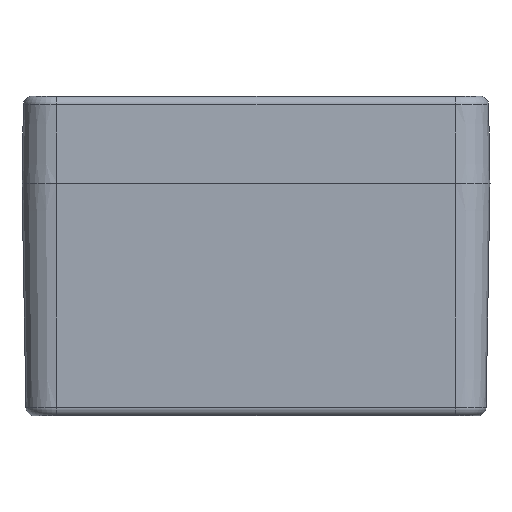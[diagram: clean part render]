
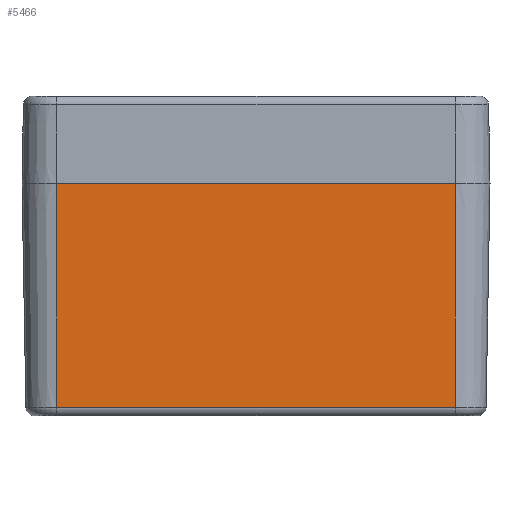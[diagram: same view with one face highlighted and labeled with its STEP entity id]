
A CAD part, left-side view. The second image highlights one B-rep face of the part: STEP entity #5466.
In plain terms, the highlighted planar face has unit normal (-1, 0, -0.018).
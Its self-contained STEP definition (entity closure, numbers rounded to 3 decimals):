
#2314=CARTESIAN_POINT('',(-79.828,-34.25,-38.526));
#2315=VERTEX_POINT('',#2314);
#2350=CARTESIAN_POINT('',(-79.828,34.25,-38.526));
#2351=VERTEX_POINT('',#2350);
#2383=CARTESIAN_POINT('',(-79.828,-34.25,-38.526));
#2384=DIRECTION('',(0.0,1.0,0.0));
#2385=VECTOR('',#2384,68.5);
#2386=LINE('',#2383,#2385);
#2387=EDGE_CURVE('',#2315,#2351,#2386,.T.);
#2413=CARTESIAN_POINT('',(-80.5,-34.25,0.0));
#2414=VERTEX_POINT('',#2413);
#2422=CARTESIAN_POINT('',(-80.5,-34.25,0.0));
#2423=DIRECTION('',(0.017,0.0,-1.));
#2424=VECTOR('',#2423,38.532);
#2425=LINE('',#2422,#2424);
#2426=EDGE_CURVE('',#2414,#2315,#2425,.T.);
#2986=CARTESIAN_POINT('',(-80.5,34.25,0.0));
#2987=VERTEX_POINT('',#2986);
#2995=CARTESIAN_POINT('',(-80.5,-34.25,0.0));
#2996=DIRECTION('',(0.0,1.0,0.0));
#2997=VECTOR('',#2996,68.5);
#2998=LINE('',#2995,#2997);
#2999=EDGE_CURVE('',#2414,#2987,#2998,.T.);
#5444=CARTESIAN_POINT('',(-80.5,34.25,0.0));
#5445=DIRECTION('',(0.017,0.0,-1.));
#5446=VECTOR('',#5445,38.532);
#5447=LINE('',#5444,#5446);
#5448=EDGE_CURVE('',#2987,#2351,#5447,.T.);
#5455=CARTESIAN_POINT('',(-80.5,34.25,0.0));
#5456=DIRECTION('',(-1.,0.0,-0.017));
#5457=DIRECTION('',(0.0,1.0,0.0));
#5458=AXIS2_PLACEMENT_3D('',#5455,#5456,#5457);
#5459=PLANE('',#5458);
#5460=ORIENTED_EDGE('',*,*,#2387,.F.);
#5461=ORIENTED_EDGE('',*,*,#2426,.F.);
#5462=ORIENTED_EDGE('',*,*,#2999,.T.);
#5463=ORIENTED_EDGE('',*,*,#5448,.T.);
#5464=EDGE_LOOP('',(#5460,#5461,#5462,#5463));
#5465=FACE_OUTER_BOUND('',#5464,.T.);
#5466=ADVANCED_FACE('',(#5465),#5459,.T.);
